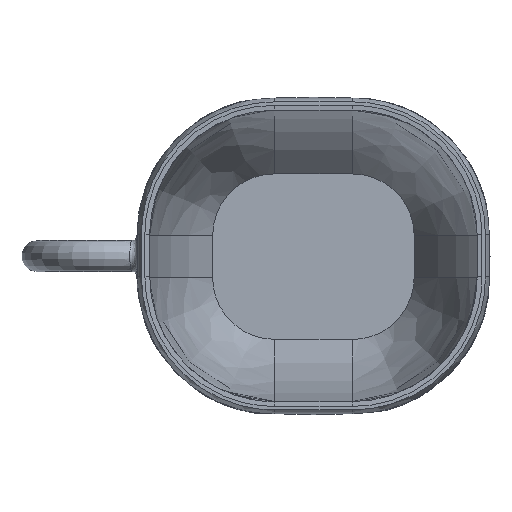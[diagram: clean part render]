
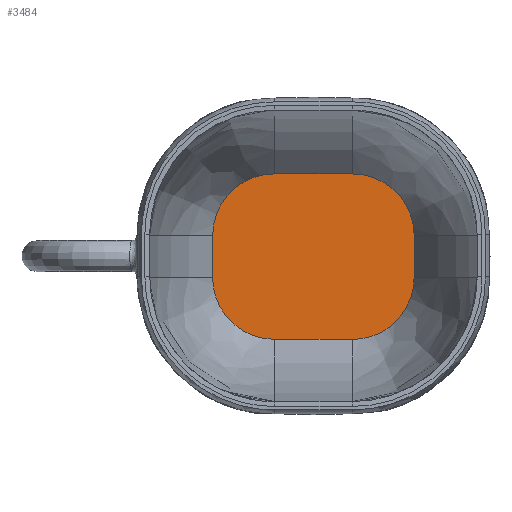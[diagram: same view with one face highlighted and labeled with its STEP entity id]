
A CAD part, top view. The second image highlights one B-rep face of the part: STEP entity #3484.
In plain terms, the highlighted free-form (B-spline) face has degree [1, 1] with [2, 2] control points.
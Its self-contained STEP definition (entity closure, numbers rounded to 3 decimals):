
#3484 = ADVANCED_FACE('',(#3485),#3599,.F.);
#3485 = FACE_BOUND('',#3486,.T.);
#3486 = EDGE_LOOP('',(#3487,#3506,#3517,#3534,#3545,#3562,#3573,#3590));
#3487 = ORIENTED_EDGE('',*,*,#3488,.F.);
#3488 = EDGE_CURVE('',#3489,#3491,#3493,.T.);
#3489 = VERTEX_POINT('',#3490);
#3490 = CARTESIAN_POINT('',(-35.398,7.382,
    4.116));
#3491 = VERTEX_POINT('',#3492);
#3492 = CARTESIAN_POINT('',(-13.707,29.072,
    4.116));
#3493 = B_SPLINE_CURVE_WITH_KNOTS('',3,(#3494,#3495,#3496,#3497,#3498,
    #3499,#3500,#3501,#3502,#3503,#3504,#3505),.UNSPECIFIED.,.F.,.F.,(4,
    2,2,2,2,4),(-2.492,-2.173,-1.854,
    -1.236,-0.618,0.),.UNSPECIFIED.);
#3494 = CARTESIAN_POINT('',(-35.398,7.382,
    4.116));
#3495 = CARTESIAN_POINT('',(-35.398,8.838,4.116
    ));
#3496 = CARTESIAN_POINT('',(-35.251,10.291,
    4.116));
#3497 = CARTESIAN_POINT('',(-34.669,13.145,
    4.116));
#3498 = CARTESIAN_POINT('',(-34.234,14.539,
    4.116));
#3499 = CARTESIAN_POINT('',(-32.557,18.478,
    4.116));
#3500 = CARTESIAN_POINT('',(-30.954,20.836,
    4.116));
#3501 = CARTESIAN_POINT('',(-26.933,24.804,
    4.116));
#3502 = CARTESIAN_POINT('',(-24.555,26.376,
    4.116));
#3503 = CARTESIAN_POINT('',(-19.329,28.521,4.116
    ));
#3504 = CARTESIAN_POINT('',(-16.532,29.072,
    4.116));
#3505 = CARTESIAN_POINT('',(-13.707,29.072,
    4.116));
#3506 = ORIENTED_EDGE('',*,*,#3507,.F.);
#3507 = EDGE_CURVE('',#3508,#3489,#3510,.T.);
#3508 = VERTEX_POINT('',#3509);
#3509 = CARTESIAN_POINT('',(-35.398,-7.382,
    4.116));
#3510 = B_SPLINE_CURVE_WITH_KNOTS('',3,(#3511,#3512,#3513,#3514,#3515,
    #3516),.UNSPECIFIED.,.F.,.F.,(4,2,4),(-1.077,-0.539,
    0.),.UNSPECIFIED.);
#3511 = CARTESIAN_POINT('',(-35.398,-7.382,
    4.116));
#3512 = CARTESIAN_POINT('',(-35.398,-4.921,
    4.116));
#3513 = CARTESIAN_POINT('',(-35.398,-2.461,
    4.116));
#3514 = CARTESIAN_POINT('',(-35.398,2.461,
    4.116));
#3515 = CARTESIAN_POINT('',(-35.398,4.921,
    4.116));
#3516 = CARTESIAN_POINT('',(-35.398,7.382,
    4.116));
#3517 = ORIENTED_EDGE('',*,*,#3518,.F.);
#3518 = EDGE_CURVE('',#3519,#3508,#3521,.T.);
#3519 = VERTEX_POINT('',#3520);
#3520 = CARTESIAN_POINT('',(-13.707,-29.072,
    4.116));
#3521 = B_SPLINE_CURVE_WITH_KNOTS('',3,(#3522,#3523,#3524,#3525,#3526,
    #3527,#3528,#3529,#3530,#3531,#3532,#3533),.UNSPECIFIED.,.F.,.F.,(4,
    2,2,2,2,4),(-2.492,-2.173,-1.854,
    -1.236,-0.618,0.),.UNSPECIFIED.);
#3522 = CARTESIAN_POINT('',(-13.707,-29.072,
    4.116));
#3523 = CARTESIAN_POINT('',(-15.164,-29.072,
    4.116));
#3524 = CARTESIAN_POINT('',(-16.616,-28.926,
    4.116));
#3525 = CARTESIAN_POINT('',(-19.47,-28.343,
    4.116));
#3526 = CARTESIAN_POINT('',(-20.865,-27.909,
    4.116));
#3527 = CARTESIAN_POINT('',(-24.803,-26.232,
    4.116));
#3528 = CARTESIAN_POINT('',(-27.161,-24.629,
    4.116));
#3529 = CARTESIAN_POINT('',(-31.129,-20.608,
    4.116));
#3530 = CARTESIAN_POINT('',(-32.701,-18.23,
    4.116));
#3531 = CARTESIAN_POINT('',(-34.846,-13.004,
    4.116));
#3532 = CARTESIAN_POINT('',(-35.398,-10.206,
    4.116));
#3533 = CARTESIAN_POINT('',(-35.398,-7.382,
    4.116));
#3534 = ORIENTED_EDGE('',*,*,#3535,.F.);
#3535 = EDGE_CURVE('',#3536,#3519,#3538,.T.);
#3536 = VERTEX_POINT('',#3537);
#3537 = CARTESIAN_POINT('',(13.707,-29.072,
    4.116));
#3538 = B_SPLINE_CURVE_WITH_KNOTS('',3,(#3539,#3540,#3541,#3542,#3543,
    #3544),.UNSPECIFIED.,.F.,.F.,(4,2,4),(-2.,-1.,0.),.UNSPECIFIED.);
#3539 = CARTESIAN_POINT('',(13.707,-29.072,
    4.116));
#3540 = CARTESIAN_POINT('',(9.138,-29.072,
    4.116));
#3541 = CARTESIAN_POINT('',(4.569,-29.072,
    4.116));
#3542 = CARTESIAN_POINT('',(-4.569,-29.072,
    4.116));
#3543 = CARTESIAN_POINT('',(-9.138,-29.072,
    4.116));
#3544 = CARTESIAN_POINT('',(-13.707,-29.072,
    4.116));
#3545 = ORIENTED_EDGE('',*,*,#3546,.F.);
#3546 = EDGE_CURVE('',#3547,#3536,#3549,.T.);
#3547 = VERTEX_POINT('',#3548);
#3548 = CARTESIAN_POINT('',(35.398,-7.382,
    4.116));
#3549 = B_SPLINE_CURVE_WITH_KNOTS('',3,(#3550,#3551,#3552,#3553,#3554,
    #3555,#3556,#3557,#3558,#3559,#3560,#3561),.UNSPECIFIED.,.F.,.F.,(4,
    2,2,2,2,4),(-2.492,-2.173,-1.854,
    -1.236,-0.618,0.),.UNSPECIFIED.);
#3550 = CARTESIAN_POINT('',(35.398,-7.382,
    4.116));
#3551 = CARTESIAN_POINT('',(35.398,-8.838,
    4.116));
#3552 = CARTESIAN_POINT('',(35.251,-10.291,
    4.116));
#3553 = CARTESIAN_POINT('',(34.669,-13.145,
    4.116));
#3554 = CARTESIAN_POINT('',(34.234,-14.539,
    4.116));
#3555 = CARTESIAN_POINT('',(32.557,-18.478,
    4.116));
#3556 = CARTESIAN_POINT('',(30.954,-20.836,
    4.116));
#3557 = CARTESIAN_POINT('',(26.933,-24.804,
    4.116));
#3558 = CARTESIAN_POINT('',(24.555,-26.376,
    4.116));
#3559 = CARTESIAN_POINT('',(19.329,-28.521,
    4.116));
#3560 = CARTESIAN_POINT('',(16.532,-29.072,
    4.116));
#3561 = CARTESIAN_POINT('',(13.707,-29.072,
    4.116));
#3562 = ORIENTED_EDGE('',*,*,#3563,.F.);
#3563 = EDGE_CURVE('',#3564,#3547,#3566,.T.);
#3564 = VERTEX_POINT('',#3565);
#3565 = CARTESIAN_POINT('',(35.398,7.382,
    4.116));
#3566 = B_SPLINE_CURVE_WITH_KNOTS('',3,(#3567,#3568,#3569,#3570,#3571,
    #3572),.UNSPECIFIED.,.F.,.F.,(4,2,4),(-1.077,-0.539,
    0.),.UNSPECIFIED.);
#3567 = CARTESIAN_POINT('',(35.398,7.382,
    4.116));
#3568 = CARTESIAN_POINT('',(35.398,4.921,
    4.116));
#3569 = CARTESIAN_POINT('',(35.398,2.461,
    4.116));
#3570 = CARTESIAN_POINT('',(35.398,-2.461,
    4.116));
#3571 = CARTESIAN_POINT('',(35.398,-4.921,
    4.116));
#3572 = CARTESIAN_POINT('',(35.398,-7.382,
    4.116));
#3573 = ORIENTED_EDGE('',*,*,#3574,.F.);
#3574 = EDGE_CURVE('',#3575,#3564,#3577,.T.);
#3575 = VERTEX_POINT('',#3576);
#3576 = CARTESIAN_POINT('',(13.707,29.072,
    4.116));
#3577 = B_SPLINE_CURVE_WITH_KNOTS('',3,(#3578,#3579,#3580,#3581,#3582,
    #3583,#3584,#3585,#3586,#3587,#3588,#3589),.UNSPECIFIED.,.F.,.F.,(4,
    2,2,2,2,4),(-2.492,-2.173,-1.854,
    -1.236,-0.618,0.),.UNSPECIFIED.);
#3578 = CARTESIAN_POINT('',(13.707,29.072,
    4.116));
#3579 = CARTESIAN_POINT('',(15.164,29.072,
    4.116));
#3580 = CARTESIAN_POINT('',(16.616,28.926,
    4.116));
#3581 = CARTESIAN_POINT('',(19.47,28.343,4.116
    ));
#3582 = CARTESIAN_POINT('',(20.865,27.909,
    4.116));
#3583 = CARTESIAN_POINT('',(24.803,26.232,
    4.116));
#3584 = CARTESIAN_POINT('',(27.161,24.629,4.116
    ));
#3585 = CARTESIAN_POINT('',(31.129,20.608,
    4.116));
#3586 = CARTESIAN_POINT('',(32.701,18.23,
    4.116));
#3587 = CARTESIAN_POINT('',(34.846,13.004,4.116
    ));
#3588 = CARTESIAN_POINT('',(35.398,10.206,
    4.116));
#3589 = CARTESIAN_POINT('',(35.398,7.382,
    4.116));
#3590 = ORIENTED_EDGE('',*,*,#3591,.F.);
#3591 = EDGE_CURVE('',#3491,#3575,#3592,.T.);
#3592 = B_SPLINE_CURVE_WITH_KNOTS('',3,(#3593,#3594,#3595,#3596,#3597,
    #3598),.UNSPECIFIED.,.F.,.F.,(4,2,4),(-2.,-1.,0.),.UNSPECIFIED.);
#3593 = CARTESIAN_POINT('',(-13.707,29.072,
    4.116));
#3594 = CARTESIAN_POINT('',(-9.138,29.072,
    4.116));
#3595 = CARTESIAN_POINT('',(-4.569,29.072,
    4.116));
#3596 = CARTESIAN_POINT('',(4.569,29.072,4.116
    ));
#3597 = CARTESIAN_POINT('',(9.138,29.072,4.116
    ));
#3598 = CARTESIAN_POINT('',(13.707,29.072,
    4.116));
#3599 = B_SPLINE_SURFACE_WITH_KNOTS('',1,1,(
    (#3600,#3601)
    ,(#3602,#3603
    )),.UNSPECIFIED.,.F.,.F.,.F.,(2,2),(2,2),(-25.824,
    25.824),(-21.21,21.21),
  .PIECEWISE_BEZIER_KNOTS.);
#3600 = CARTESIAN_POINT('',(-35.398,29.072,
    4.116));
#3601 = CARTESIAN_POINT('',(-35.398,-29.072,
    4.116));
#3602 = CARTESIAN_POINT('',(35.398,29.072,
    4.116));
#3603 = CARTESIAN_POINT('',(35.398,-29.072,
    4.116));
